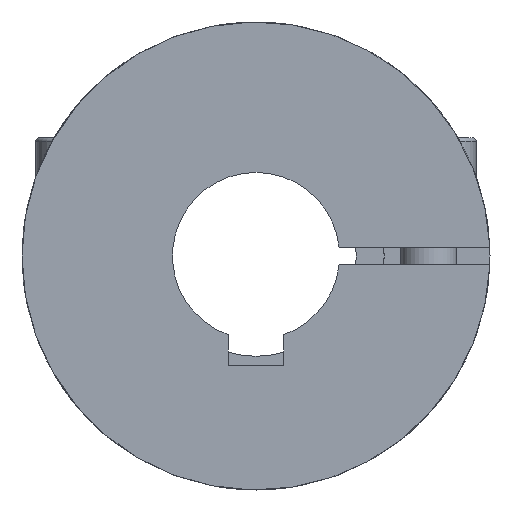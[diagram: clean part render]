
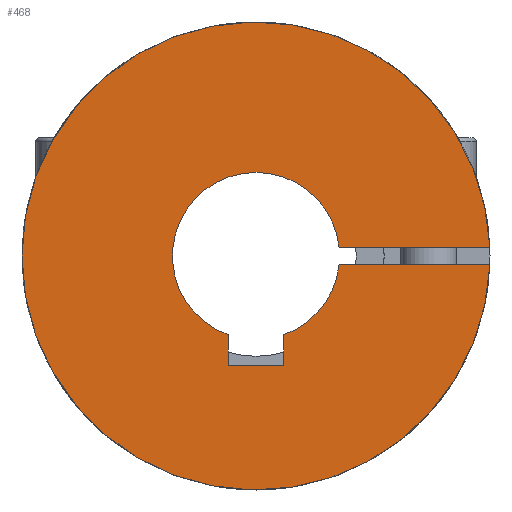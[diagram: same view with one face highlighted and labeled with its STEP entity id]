
A CAD part, left-side view. The second image highlights one B-rep face of the part: STEP entity #468.
In plain terms, the highlighted planar face has unit normal (-1, 0, 0).
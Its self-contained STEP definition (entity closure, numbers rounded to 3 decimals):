
#468=ADVANCED_FACE('NONE',(#931),#932,.F.);
#931=FACE_OUTER_BOUND('',#1408,.T.);
#932=PLANE('',#1409);
#1408=EDGE_LOOP('',(#2551,#2552,#2553,#2554,#2555,#2556,#2557,#2558,#2559,#2560));
#1409=AXIS2_PLACEMENT_3D('',#2561,#2562,#2563);
#2551=ORIENTED_EDGE('',*,*,#3303,.T.);
#2552=ORIENTED_EDGE('',*,*,#3308,.T.);
#2553=ORIENTED_EDGE('',*,*,#3312,.T.);
#2554=ORIENTED_EDGE('',*,*,#3315,.T.);
#2555=ORIENTED_EDGE('',*,*,#3293,.T.);
#2556=ORIENTED_EDGE('',*,*,#3299,.T.);
#2557=ORIENTED_EDGE('',*,*,#3323,.F.);
#2558=ORIENTED_EDGE('',*,*,#3282,.T.);
#2559=ORIENTED_EDGE('',*,*,#3324,.T.);
#2560=ORIENTED_EDGE('',*,*,#3319,.F.);
#2561=CARTESIAN_POINT('',(0.0,0.0,4.0));
#2562=DIRECTION('',(1.0,0.0,0.0));
#2563=DIRECTION('',(0.0,-0.0,-1.0));
#3282=EDGE_CURVE('NONE',#4005,#4002,#4006,.T.);
#3293=EDGE_CURVE('',#4026,#4023,#4027,.T.);
#3299=EDGE_CURVE('',#4023,#4034,#4036,.T.);
#3303=EDGE_CURVE('',#4043,#4041,#4044,.T.);
#3308=EDGE_CURVE('',#4041,#4049,#4051,.T.);
#3312=EDGE_CURVE('',#4049,#4055,#4057,.T.);
#3315=EDGE_CURVE('',#4055,#4026,#4060,.T.);
#3319=EDGE_CURVE('NONE',#4043,#4066,#4067,.T.);
#3323=EDGE_CURVE('NONE',#4005,#4034,#4072,.T.);
#3324=EDGE_CURVE('NONE',#4002,#4066,#4073,.T.);
#4002=VERTEX_POINT('',#5181);
#4005=VERTEX_POINT('NONE',#5185);
#4006=CIRCLE('',#5186,21.0);
#4023=VERTEX_POINT('',#5207);
#4026=VERTEX_POINT('',#5211);
#4027=CIRCLE('',#5212,7.5);
#4034=VERTEX_POINT('',#5220);
#4036=CIRCLE('',#5223,7.5);
#4041=VERTEX_POINT('',#5228);
#4043=VERTEX_POINT('',#5231);
#4044=CIRCLE('',#5232,7.5);
#4049=VERTEX_POINT('',#5239);
#4051=LINE('',#5242,#5243);
#4055=VERTEX_POINT('',#5248);
#4057=LINE('',#5251,#5252);
#4060=LINE('',#5256,#5257);
#4066=VERTEX_POINT('NONE',#5263);
#4067=LINE('',#5264,#5265);
#4072=LINE('',#5272,#5273);
#4073=CIRCLE('',#5274,21.0);
#5181=CARTESIAN_POINT('',(0.0,21.0,0.));
#5185=CARTESIAN_POINT('',(0.0,-20.985,0.8));
#5186=AXIS2_PLACEMENT_3D('',#6014,#6015,#6016);
#5207=CARTESIAN_POINT('',(0.0,0.,7.5));
#5211=CARTESIAN_POINT('',(0.0,2.5,-7.071));
#5212=AXIS2_PLACEMENT_3D('',#6034,#6035,#6036);
#5220=CARTESIAN_POINT('',(0.0,-7.457,0.8));
#5223=AXIS2_PLACEMENT_3D('',#6045,#6046,#6047);
#5228=CARTESIAN_POINT('',(0.0,-2.5,-7.071));
#5231=CARTESIAN_POINT('',(0.0,-7.457,-0.8));
#5232=AXIS2_PLACEMENT_3D('',#6052,#6053,#6054);
#5239=CARTESIAN_POINT('',(0.0,-2.5,-9.8));
#5242=CARTESIAN_POINT('',(0.0,-2.5,-0.45));
#5243=VECTOR('',#6058,1.0);
#5248=CARTESIAN_POINT('',(0.0,2.5,-9.8));
#5251=CARTESIAN_POINT('',(0.0,0.0,-9.8));
#5252=VECTOR('',#6061,1.0);
#5256=CARTESIAN_POINT('',(0.0,2.5,-0.45));
#5257=VECTOR('',#6063,1.0);
#5263=CARTESIAN_POINT('',(0.0,-20.985,-0.8));
#5264=CARTESIAN_POINT('',(0.0,-2.3,-0.8));
#5265=VECTOR('',#6070,1000.0);
#5272=CARTESIAN_POINT('',(0.0,-2.3,0.8));
#5273=VECTOR('',#6073,1000.0);
#5274=AXIS2_PLACEMENT_3D('',#6074,#6075,#6076);
#6014=CARTESIAN_POINT('',(0.0,0.0,0.0));
#6015=DIRECTION('',(-1.0,0.0,0.0));
#6016=DIRECTION('',(0.0,-1.0,0.0));
#6034=CARTESIAN_POINT('',(0.0,0.0,0.0));
#6035=DIRECTION('',(1.0,0.0,0.0));
#6036=DIRECTION('',(0.0,0.0,-1.0));
#6045=CARTESIAN_POINT('',(0.0,0.0,0.0));
#6046=DIRECTION('',(1.0,0.0,0.0));
#6047=DIRECTION('',(0.0,0.0,-1.0));
#6052=CARTESIAN_POINT('',(0.0,0.0,0.0));
#6053=DIRECTION('',(1.0,0.0,0.0));
#6054=DIRECTION('',(0.0,0.0,-1.0));
#6058=DIRECTION('',(0.0,0.0,-1.0));
#6061=DIRECTION('',(0.0,1.0,0.0));
#6063=DIRECTION('',(-0.0,0.0,1.0));
#6070=DIRECTION('',(0.0,-1.0,0.0));
#6073=DIRECTION('',(0.0,1.0,-0.0));
#6074=CARTESIAN_POINT('',(0.0,0.0,0.0));
#6075=DIRECTION('',(-1.0,0.0,0.0));
#6076=DIRECTION('',(0.0,-1.0,0.0));
